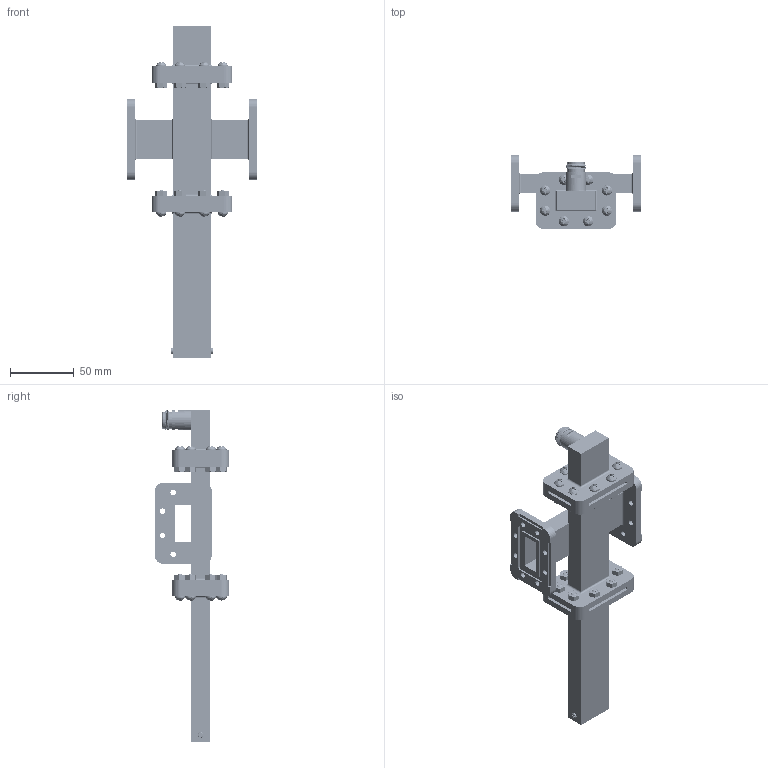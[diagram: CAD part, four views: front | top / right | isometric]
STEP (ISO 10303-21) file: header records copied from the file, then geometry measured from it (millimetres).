
FILE_DESCRIPTION (( 'STEP AP214' ), '1' );
FILE_NAME ('PEWCT1096.STEP', '2017-06-29T15:16:38', ( '' ), ( '' ), 'SwSTEP 2.0', 'SolidWorks 2014', '' );
FILE_SCHEMA (( 'AUTOMOTIVE_DESIGN' ));
Length unit declared in the file: inch
Products named in the file (9): PEWTR1009; Copy of M3 ROUND HD SCREW^PEWCT1032; PEWCT1032; PEWCA1013; PEWCP1067; PEWCT1096; Copy of M3 ROUND HD SCREW^PEWCT1096; Copy of Nut^PEWCT1096; Copy of Nut^PEWCT1032
Assembly tree (36 placements, depth 3):
  PEWCT1096
    PEWCT1032
      PEWCP1067
      Copy of M3 ROUND HD SCREW^PEWCT1032  x8
      Copy of Nut^PEWCT1032  x8
      PEWTR1009
    PEWCA1013
    Copy of M3 ROUND HD SCREW^PEWCT1096  x8
    Copy of Nut^PEWCT1096  x8
Bounding box: 101.6 x 58.09 x 260.35 mm (x, y, z)
Volume: 121198.6 mm3; surface area: 114137.3 mm2
Topology: 36 solids, 36 shells, 2836 faces, 7186 edges, 4447 vertices
Faces by surface type: cylinder 1178, cone 746, plane 722, bspline 149, torus 41
Entity records: 35259 total; most frequent: CARTESIAN_POINT 13126, ORIENTED_EDGE 4252, DIRECTION 4052, EDGE_CURVE 2126, AXIS2_PLACEMENT_3D 1466, VERTEX_POINT 1353, LINE 1120, VECTOR 1120
